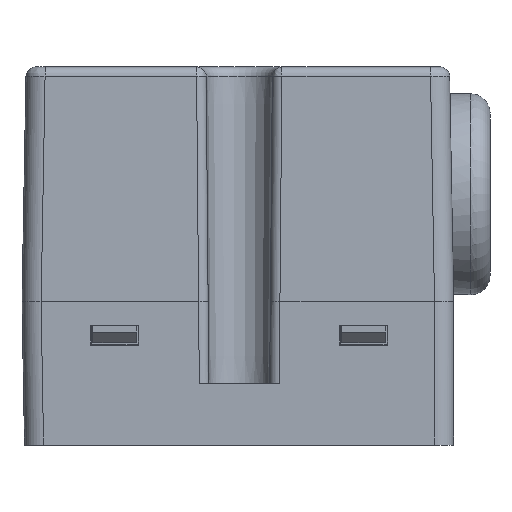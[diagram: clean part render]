
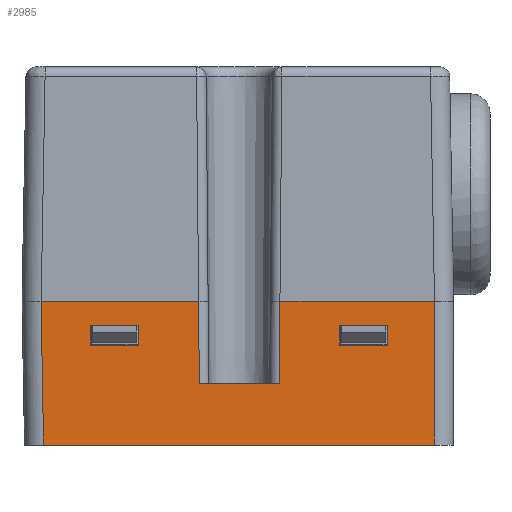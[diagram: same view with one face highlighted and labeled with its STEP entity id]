
A CAD part, left-side view. The second image highlights one B-rep face of the part: STEP entity #2985.
In plain terms, the highlighted planar face has unit normal (-1, 0, 0).
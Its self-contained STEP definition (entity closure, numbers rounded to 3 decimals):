
#2985=ADVANCED_FACE('',(#6549,#6550,#6551),#4554,.T.);
#4554=PLANE('',#31828);
#5761=ELLIPSE('',#31827,114.615,2.);
#6474=B_SPLINE_CURVE_WITH_KNOTS('',3,(#43056,#43057,#43058,#43059),
 .UNSPECIFIED.,.F.,.F.,(4,4),(0.,1.),.UNSPECIFIED.);
#6549=FACE_BOUND('',#6750,.T.);
#6550=FACE_BOUND('',#6751,.T.);
#6551=FACE_BOUND('',#6752,.T.);
#6750=EDGE_LOOP('',(#8765,#8766,#8767,#8768));
#6751=EDGE_LOOP('',(#8769,#8770,#8771,#8772,#8773,#8774,#8775,#8776,#8777));
#6752=EDGE_LOOP('',(#8778,#8779,#8780,#8781));
#8765=ORIENTED_EDGE('',*,*,#20272,.F.);
#8766=ORIENTED_EDGE('',*,*,#20407,.T.);
#8767=ORIENTED_EDGE('',*,*,#20408,.T.);
#8768=ORIENTED_EDGE('',*,*,#20409,.F.);
#8769=ORIENTED_EDGE('',*,*,#20410,.F.);
#8770=ORIENTED_EDGE('',*,*,#20411,.T.);
#8771=ORIENTED_EDGE('',*,*,#20412,.T.);
#8772=ORIENTED_EDGE('',*,*,#20413,.T.);
#8773=ORIENTED_EDGE('',*,*,#20414,.F.);
#8774=ORIENTED_EDGE('',*,*,#20415,.T.);
#8775=ORIENTED_EDGE('',*,*,#20416,.F.);
#8776=ORIENTED_EDGE('',*,*,#20417,.T.);
#8777=ORIENTED_EDGE('',*,*,#20418,.F.);
#8778=ORIENTED_EDGE('',*,*,#20280,.F.);
#8779=ORIENTED_EDGE('',*,*,#20419,.T.);
#8780=ORIENTED_EDGE('',*,*,#20420,.T.);
#8781=ORIENTED_EDGE('',*,*,#20421,.F.);
#17342=VERTEX_POINT('',#42766);
#17343=VERTEX_POINT('',#42768);
#17350=VERTEX_POINT('',#42783);
#17351=VERTEX_POINT('',#42785);
#17447=VERTEX_POINT('',#43035);
#17448=VERTEX_POINT('',#43037);
#17449=VERTEX_POINT('',#43040);
#17450=VERTEX_POINT('',#43041);
#17451=VERTEX_POINT('',#43043);
#17452=VERTEX_POINT('',#43045);
#17453=VERTEX_POINT('',#43047);
#17454=VERTEX_POINT('',#43049);
#17455=VERTEX_POINT('',#43051);
#17456=VERTEX_POINT('',#43053);
#17457=VERTEX_POINT('',#43055);
#17458=VERTEX_POINT('',#43061);
#17459=VERTEX_POINT('',#43063);
#20272=EDGE_CURVE('',#17342,#17343,#24616,.T.);
#20280=EDGE_CURVE('',#17350,#17351,#24624,.T.);
#20407=EDGE_CURVE('',#17342,#17447,#24747,.T.);
#20408=EDGE_CURVE('',#17447,#17448,#24748,.T.);
#20409=EDGE_CURVE('',#17343,#17448,#24749,.T.);
#20410=EDGE_CURVE('',#17449,#17450,#5761,.T.);
#20411=EDGE_CURVE('',#17449,#17451,#24750,.T.);
#20412=EDGE_CURVE('',#17451,#17452,#24751,.T.);
#20413=EDGE_CURVE('',#17452,#17453,#24752,.T.);
#20414=EDGE_CURVE('',#17454,#17453,#24753,.T.);
#20415=EDGE_CURVE('',#17454,#17455,#24754,.T.);
#20416=EDGE_CURVE('',#17456,#17455,#24755,.T.);
#20417=EDGE_CURVE('',#17456,#17457,#24756,.T.);
#20418=EDGE_CURVE('',#17450,#17457,#6474,.T.);
#20419=EDGE_CURVE('',#17350,#17458,#24757,.T.);
#20420=EDGE_CURVE('',#17458,#17459,#24758,.T.);
#20421=EDGE_CURVE('',#17351,#17459,#24759,.T.);
#24616=LINE('',#42767,#28251);
#24624=LINE('',#42784,#28259);
#24747=LINE('',#43034,#28382);
#24748=LINE('',#43036,#28383);
#24749=LINE('',#43038,#28384);
#24750=LINE('',#43042,#28385);
#24751=LINE('',#43044,#28386);
#24752=LINE('',#43046,#28387);
#24753=LINE('',#43048,#28388);
#24754=LINE('',#43050,#28389);
#24755=LINE('',#43052,#28390);
#24756=LINE('',#43054,#28391);
#24757=LINE('',#43060,#28392);
#24758=LINE('',#43062,#28393);
#24759=LINE('',#43064,#28394);
#28251=VECTOR('',#34285,1.);
#28259=VECTOR('',#34295,1.);
#28382=VECTOR('',#34480,1.);
#28383=VECTOR('',#34481,1.);
#28384=VECTOR('',#34482,1.);
#28385=VECTOR('',#34485,1.);
#28386=VECTOR('',#34486,1.);
#28387=VECTOR('',#34487,1.);
#28388=VECTOR('',#34488,1.);
#28389=VECTOR('',#34489,1.);
#28390=VECTOR('',#34490,1.);
#28391=VECTOR('',#34491,1.);
#28392=VECTOR('',#34492,1.);
#28393=VECTOR('',#34493,1.);
#28394=VECTOR('',#34494,1.);
#31827=AXIS2_PLACEMENT_3D('',#43039,#34483,#34484);
#31828=AXIS2_PLACEMENT_3D('',#43065,#34495,#34496);
#34285=DIRECTION('',(0.,1.,0.));
#34295=DIRECTION('',(0.,1.,0.));
#34480=DIRECTION('',(0.,0.,-1.));
#34481=DIRECTION('',(0.,1.,0.));
#34482=DIRECTION('',(0.,0.,-1.));
#34483=DIRECTION('',(1.,0.,0.));
#34484=DIRECTION('',(0.,-0.017,1.));
#34485=DIRECTION('',(0.,-0.017,-1.));
#34486=DIRECTION('',(0.,-1.,0.));
#34487=DIRECTION('',(0.,0.,1.));
#34488=DIRECTION('',(0.,-1.,0.));
#34489=DIRECTION('',(0.,0.009,-1.));
#34490=DIRECTION('',(0.,-1.,0.));
#34491=DIRECTION('',(0.,0.009,1.));
#34492=DIRECTION('',(0.,0.,-1.));
#34493=DIRECTION('',(0.,1.,0.));
#34494=DIRECTION('',(0.,0.,-1.));
#34495=DIRECTION('',(-1.,0.,0.));
#34496=DIRECTION('',(0.,0.,-1.));
#42766=CARTESIAN_POINT('',(-226.602,-104.123,8.3));
#42767=CARTESIAN_POINT('',(-226.602,-101.612,8.3));
#42768=CARTESIAN_POINT('',(-226.602,-99.102,8.3));
#42783=CARTESIAN_POINT('',(-226.602,-78.123,8.3));
#42784=CARTESIAN_POINT('',(-226.602,-75.612,8.3));
#42785=CARTESIAN_POINT('',(-226.602,-73.102,8.3));
#43034=CARTESIAN_POINT('',(-226.602,-104.123,4.5));
#43035=CARTESIAN_POINT('',(-226.602,-104.123,6.239));
#43036=CARTESIAN_POINT('',(-226.602,-74.217,6.239));
#43037=CARTESIAN_POINT('',(-226.602,-99.102,6.239));
#43038=CARTESIAN_POINT('',(-226.602,-99.102,6.3));
#43039=CARTESIAN_POINT('',(-226.602,-65.918,-103.797));
#43040=CARTESIAN_POINT('',(-226.602,-67.909,10.8));
#43041=CARTESIAN_POINT('',(-226.602,-67.918,10.8));
#43042=CARTESIAN_POINT('',(-226.602,-68.021,4.392));
#43043=CARTESIAN_POINT('',(-226.602,-68.171,-4.2));
#43044=CARTESIAN_POINT('',(-226.602,-74.217,-4.2));
#43045=CARTESIAN_POINT('',(-226.602,-109.018,-4.2));
#43046=CARTESIAN_POINT('',(-226.602,-109.018,10.8));
#43047=CARTESIAN_POINT('',(-226.602,-109.018,10.8));
#43048=CARTESIAN_POINT('',(-226.602,-74.217,10.8));
#43049=CARTESIAN_POINT('',(-226.602,-92.868,10.8));
#43050=CARTESIAN_POINT('',(-226.602,-92.812,4.338));
#43051=CARTESIAN_POINT('',(-226.602,-92.793,2.2));
#43052=CARTESIAN_POINT('',(-226.602,-74.217,2.2));
#43053=CARTESIAN_POINT('',(-226.602,-84.443,2.2));
#43054=CARTESIAN_POINT('',(-226.602,-84.423,4.589));
#43055=CARTESIAN_POINT('',(-226.602,-84.368,10.8));
#43056=CARTESIAN_POINT('',(-226.602,-67.918,10.8));
#43057=CARTESIAN_POINT('',(-226.602,-73.402,10.8));
#43058=CARTESIAN_POINT('',(-226.602,-78.885,10.8));
#43059=CARTESIAN_POINT('',(-226.602,-84.368,10.8));
#43060=CARTESIAN_POINT('',(-226.602,-78.123,4.5));
#43061=CARTESIAN_POINT('',(-226.602,-78.123,6.239));
#43062=CARTESIAN_POINT('',(-226.602,-74.217,6.239));
#43063=CARTESIAN_POINT('',(-226.602,-73.102,6.239));
#43064=CARTESIAN_POINT('',(-226.602,-73.102,6.3));
#43065=CARTESIAN_POINT('',(-226.602,-74.217,4.5));
